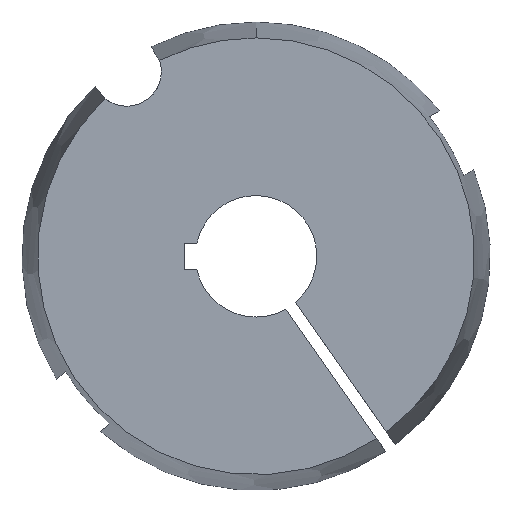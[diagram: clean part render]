
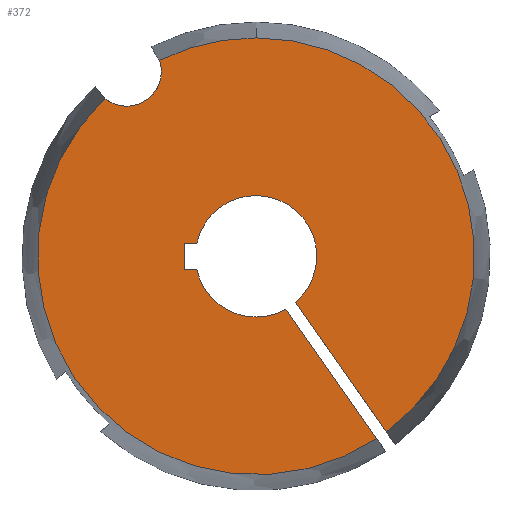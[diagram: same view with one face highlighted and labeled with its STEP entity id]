
A CAD part, left-side view. The second image highlights one B-rep face of the part: STEP entity #372.
In plain terms, the highlighted planar face has unit normal (-1, 0, 0).
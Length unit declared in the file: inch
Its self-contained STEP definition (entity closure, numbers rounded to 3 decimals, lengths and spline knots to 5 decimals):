
#1 = EDGE_CURVE ( 'NONE', #679, #249, #188, .T. ) ;
#3 = CARTESIAN_POINT ( 'NONE',  ( -1.75, 0., 0. ) ) ;
#8 = CIRCLE ( 'NONE', #582, 1.57369 ) ;
#11 = AXIS2_PLACEMENT_3D ( 'NONE', #302, #817, #361 ) ;
#12 = EDGE_LOOP ( 'NONE', ( #820, #215, #556, #26, #374, #687, #214, #32, #201, #329, #49, #836, #757 ) ) ;
#20 = DIRECTION ( 'NONE',  ( -1., 0., 0. ) ) ;
#26 = ORIENTED_EDGE ( 'NONE', *, *, #28, .T. ) ;
#28 = EDGE_CURVE ( 'NONE', #802, #827, #178, .T. ) ;
#32 = ORIENTED_EDGE ( 'NONE', *, *, #391, .F. ) ;
#33 = CARTESIAN_POINT ( 'NONE',  ( -1.75, 0.42734, -0.09375 ) ) ;
#34 = EDGE_CURVE ( 'NONE', #263, #698, #147, .T. ) ;
#47 = PLANE ( 'NONE',  #465 ) ;
#49 = ORIENTED_EDGE ( 'NONE', *, *, #1, .T. ) ;
#57 = AXIS2_PLACEMENT_3D ( 'NONE', #627, #210, #708 ) ;
#59 = AXIS2_PLACEMENT_3D ( 'NONE', #3, #286, #725 ) ;
#63 = EDGE_CURVE ( 'NONE', #630, #612, #140, .T. ) ;
#77 = CARTESIAN_POINT ( 'NONE',  ( -1.75, 0., 1.57369 ) ) ;
#95 = CARTESIAN_POINT ( 'NONE',  ( -1.75, -0.86775, -1.31283 ) ) ;
#104 = DIRECTION ( 'NONE',  ( 0., 0., 1. ) ) ;
#114 = CARTESIAN_POINT ( 'NONE',  ( -1.75, 0.01414, 0.09375 ) ) ;
#116 = DIRECTION ( 'NONE',  ( 0., 0., -1. ) ) ;
#123 = EDGE_CURVE ( 'NONE', #612, #802, #8, .T. ) ;
#131 = AXIS2_PLACEMENT_3D ( 'NONE', #346, #234, #116 ) ;
#140 = CIRCLE ( 'NONE', #131, 0.25 ) ;
#147 = CIRCLE ( 'NONE', #59, 0.4375 ) ;
#153 = CARTESIAN_POINT ( 'NONE',  ( -1.75, 0.42162, 0.09375 ) ) ;
#165 = DIRECTION ( 'NONE',  ( 0., 0.574, 0.819 ) ) ;
#168 = AXIS2_PLACEMENT_3D ( 'NONE', #633, #213, #712 ) ;
#178 = LINE ( 'NONE', #569, #194 ) ;
#184 = EDGE_CURVE ( 'NONE', #466, #630, #840, .T. ) ;
#186 = VECTOR ( 'NONE', #574, 39.37008 ) ;
#188 = LINE ( 'NONE', #114, #186 ) ;
#191 = CARTESIAN_POINT ( 'NONE',  ( -1.75, 0.93206, 1.08112 ) ) ;
#194 = VECTOR ( 'NONE', #165, 39.37008 ) ;
#198 = DIRECTION ( 'NONE',  ( 0., 0., -1. ) ) ;
#201 = ORIENTED_EDGE ( 'NONE', *, *, #349, .T. ) ;
#203 = CARTESIAN_POINT ( 'NONE',  ( -1.75, 0., -0.4375 ) ) ;
#210 = DIRECTION ( 'NONE',  ( 1., 0., 0. ) ) ;
#211 = CARTESIAN_POINT ( 'NONE',  ( -1.75, -0.21521, -0.38091 ) ) ;
#213 = DIRECTION ( 'NONE',  ( -1., 0., 0. ) ) ;
#214 = ORIENTED_EDGE ( 'NONE', *, *, #552, .T. ) ;
#215 = ORIENTED_EDGE ( 'NONE', *, *, #63, .T. ) ;
#223 = CARTESIAN_POINT ( 'NONE',  ( -1.75, 0.51537, 0.09375 ) ) ;
#234 = DIRECTION ( 'NONE',  ( 1., 0., 0. ) ) ;
#235 = CARTESIAN_POINT ( 'NONE',  ( -1.75, 0., 0. ) ) ;
#240 = VERTEX_POINT ( 'NONE', #614 ) ;
#249 = VERTEX_POINT ( 'NONE', #396 ) ;
#263 = VERTEX_POINT ( 'NONE', #203 ) ;
#282 = CARTESIAN_POINT ( 'NONE',  ( -1.75, 0.93206, 1.33112 ) ) ;
#283 = VERTEX_POINT ( 'NONE', #77 ) ;
#286 = DIRECTION ( 'NONE',  ( 1., 0., 0. ) ) ;
#298 = DIRECTION ( 'NONE',  ( 0., 0., 1. ) ) ;
#302 = CARTESIAN_POINT ( 'NONE',  ( -1.75, 0., 0. ) ) ;
#311 = EDGE_CURVE ( 'NONE', #827, #263, #746, .T. ) ;
#329 = ORIENTED_EDGE ( 'NONE', *, *, #545, .T. ) ;
#336 = CARTESIAN_POINT ( 'NONE',  ( -1.75, 0.42734, 0.09375 ) ) ;
#337 = EDGE_CURVE ( 'NONE', #249, #283, #717, .T. ) ;
#340 = CARTESIAN_POINT ( 'NONE',  ( -1.75, 0., 0. ) ) ;
#346 = CARTESIAN_POINT ( 'NONE',  ( -1.75, 0.93206, 1.33112 ) ) ;
#349 = EDGE_CURVE ( 'NONE', #469, #829, #706, .T. ) ;
#361 = DIRECTION ( 'NONE',  ( 0., 0., -1. ) ) ;
#369 = DIRECTION ( 'NONE',  ( 0., 0., 1. ) ) ;
#372 = ADVANCED_FACE ( 'NONE', ( #688 ), #47, .T. ) ;
#374 = ORIENTED_EDGE ( 'NONE', *, *, #311, .T. ) ;
#389 = AXIS2_PLACEMENT_3D ( 'NONE', #282, #772, #198 ) ;
#391 = EDGE_CURVE ( 'NONE', #469, #240, #668, .T. ) ;
#396 = CARTESIAN_POINT ( 'NONE',  ( -1.75, -0.93687, -1.26443 ) ) ;
#429 = DIRECTION ( 'NONE',  ( 0., 1., 0. ) ) ;
#433 = CARTESIAN_POINT ( 'NONE',  ( -1.75, 0., 0. ) ) ;
#465 = AXIS2_PLACEMENT_3D ( 'NONE', #340, #557, #104 ) ;
#466 = VERTEX_POINT ( 'NONE', #730 ) ;
#467 = DIRECTION ( 'NONE',  ( 0., -1., 0. ) ) ;
#469 = VERTEX_POINT ( 'NONE', #726 ) ;
#511 = LINE ( 'NONE', #739, #512 ) ;
#512 = VECTOR ( 'NONE', #429, 39.37008 ) ;
#513 = EDGE_CURVE ( 'NONE', #283, #466, #537, .T. ) ;
#537 = CIRCLE ( 'NONE', #787, 1.57369 ) ;
#545 = EDGE_CURVE ( 'NONE', #829, #679, #558, .T. ) ;
#552 = EDGE_CURVE ( 'NONE', #698, #240, #511, .T. ) ;
#556 = ORIENTED_EDGE ( 'NONE', *, *, #123, .T. ) ;
#557 = DIRECTION ( 'NONE',  ( -1., 0., 0. ) ) ;
#558 = CIRCLE ( 'NONE', #11, 0.4375 ) ;
#569 = CARTESIAN_POINT ( 'NONE',  ( -1.75, -0.93305, -1.40608 ) ) ;
#574 = DIRECTION ( 'NONE',  ( 0., -0.574, -0.819 ) ) ;
#582 = AXIS2_PLACEMENT_3D ( 'NONE', #433, #20, #369 ) ;
#612 = VERTEX_POINT ( 'NONE', #838 ) ;
#614 = CARTESIAN_POINT ( 'NONE',  ( -1.75, 0.51537, -0.09375 ) ) ;
#615 = CARTESIAN_POINT ( 'NONE',  ( -1.75, -0.28433, -0.33251 ) ) ;
#627 = CARTESIAN_POINT ( 'NONE',  ( -1.75, 0., 0. ) ) ;
#630 = VERTEX_POINT ( 'NONE', #191 ) ;
#633 = CARTESIAN_POINT ( 'NONE',  ( -1.75, 0., 0. ) ) ;
#638 = DIRECTION ( 'NONE',  ( 0., 0., -1. ) ) ;
#658 = VECTOR ( 'NONE', #638, 39.37008 ) ;
#668 = LINE ( 'NONE', #223, #658 ) ;
#679 = VERTEX_POINT ( 'NONE', #615 ) ;
#687 = ORIENTED_EDGE ( 'NONE', *, *, #34, .T. ) ;
#688 = FACE_OUTER_BOUND ( 'NONE', #12, .T. ) ;
#691 = VECTOR ( 'NONE', #467, 39.37008 ) ;
#698 = VERTEX_POINT ( 'NONE', #33 ) ;
#706 = LINE ( 'NONE', #153, #691 ) ;
#708 = DIRECTION ( 'NONE',  ( 0., 0., -1. ) ) ;
#712 = DIRECTION ( 'NONE',  ( 0., 0., 1. ) ) ;
#717 = CIRCLE ( 'NONE', #168, 1.57369 ) ;
#725 = DIRECTION ( 'NONE',  ( 0., 0., -1. ) ) ;
#726 = CARTESIAN_POINT ( 'NONE',  ( -1.75, 0.51537, 0.09375 ) ) ;
#730 = CARTESIAN_POINT ( 'NONE',  ( -1.75, 0.69541, 1.41171 ) ) ;
#738 = DIRECTION ( 'NONE',  ( -1., 0., 0. ) ) ;
#739 = CARTESIAN_POINT ( 'NONE',  ( -1.75, 0.42162, -0.09375 ) ) ;
#746 = CIRCLE ( 'NONE', #57, 0.4375 ) ;
#757 = ORIENTED_EDGE ( 'NONE', *, *, #513, .T. ) ;
#772 = DIRECTION ( 'NONE',  ( 1., 0., 0. ) ) ;
#787 = AXIS2_PLACEMENT_3D ( 'NONE', #235, #738, #298 ) ;
#802 = VERTEX_POINT ( 'NONE', #95 ) ;
#817 = DIRECTION ( 'NONE',  ( 1., 0., 0. ) ) ;
#820 = ORIENTED_EDGE ( 'NONE', *, *, #184, .T. ) ;
#827 = VERTEX_POINT ( 'NONE', #211 ) ;
#829 = VERTEX_POINT ( 'NONE', #336 ) ;
#836 = ORIENTED_EDGE ( 'NONE', *, *, #337, .T. ) ;
#838 = CARTESIAN_POINT ( 'NONE',  ( -1.75, 1.08873, 1.1363 ) ) ;
#840 = CIRCLE ( 'NONE', #389, 0.25 ) ;
